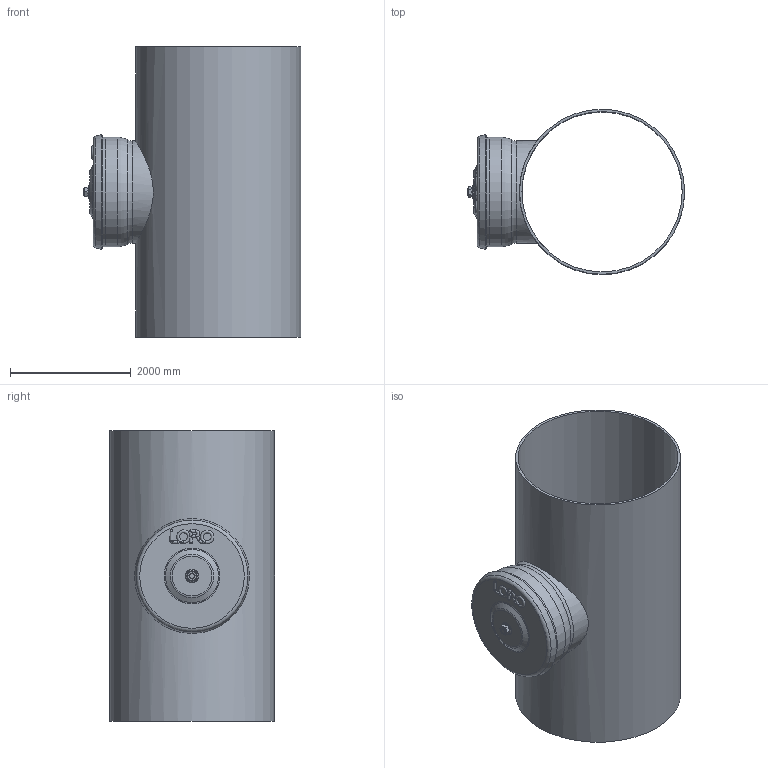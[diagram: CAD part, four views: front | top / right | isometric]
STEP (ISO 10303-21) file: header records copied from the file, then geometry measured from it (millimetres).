
FILE_DESCRIPTION(/* description */ (''),/* implementation_level */ '2;1');
FILE_NAME(/* name */ '00556.250X_3D.stp',/* time_stamp */ '2024-12-11T12:57:43+01:00',/* author */ ('CAD'),/* organization */ (''),/* preprocessor_version */ 'ST-DEVELOPER v20',/* originating_system */ 'AutoCAD Mechanical',/* authorisation */ '');
FILE_SCHEMA (('AUTOMOTIVE_DESIGN { 1 0 10303 214 3 1 1 }'));
Length unit declared in the file: centimetre
Products named in the file (2): Product; *S0
Assembly tree (1 placements, depth 2):
  Product
    *S0
Bounding box: 3592.36 x 2730 x 4800 mm (x, y, z)
Volume: 1844453944.6 mm3; surface area: 102050072.6 mm2
Topology: 7 solids, 7 shells, 133 faces, 328 edges, 213 vertices
Faces by surface type: plane 39, torus 35, cylinder 33, cone 18, sphere 6, bspline 2
Full cylindrical faces by diameter (mm): 100 x2, 120 x1, 1500 x1, 1640 x2, 1670 x1, 1690 x1, 1760 x1, 1810 x1, 2650 x1, 2730 x1
Entity records: 4926 total; most frequent: CARTESIAN_POINT 1627, DIRECTION 730, ORIENTED_EDGE 652, EDGE_CURVE 326, AXIS2_PLACEMENT_3D 322, VERTEX_POINT 211, CIRCLE 178, EDGE_LOOP 149
